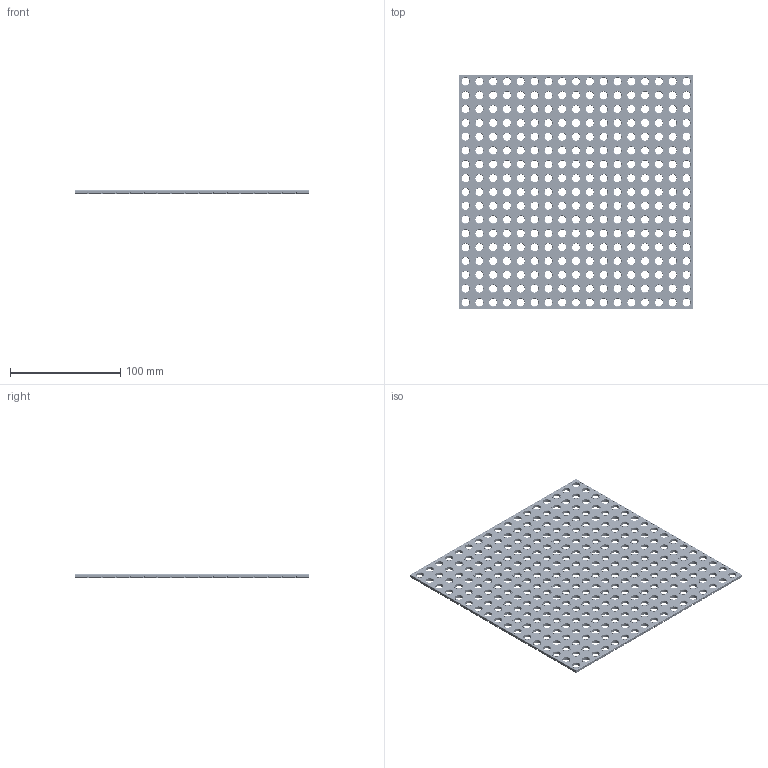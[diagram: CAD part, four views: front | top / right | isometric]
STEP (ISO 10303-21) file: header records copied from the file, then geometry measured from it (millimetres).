
FILE_DESCRIPTION(('FreeCAD Model'),'2;1');
FILE_NAME('Open CASCADE Shape Model','2024-02-25T16:53:30',(''),(''), 'Open CASCADE STEP processor 7.6','FreeCAD','Unknown');
FILE_SCHEMA(('AUTOMOTIVE_DESIGN { 1 0 10303 214 1 1 1 1 }'));
Products named in the file (1): Plate SQR CRNS BU17x00.25 - SPN-PLT-0076 (stemfie.org)
Bounding box: 212.5 x 212.5 x 3.12 mm (x, y, z)
Volume: 98648.4 mm3; surface area: 91956.3 mm2
Topology: 1 solids, 1 shells, 2997 faces, 7433 edges, 4760 vertices
Faces by surface type: plane 1247, cylinder 1026, cone 578, extrusion 146
Full cylindrical faces by diameter (mm): 7 x289, 9.2 x289
Entity records: 189065 total; most frequent: CARTESIAN_POINT 36768, DIRECTION 28937, VECTOR 16499, LINE 16353, ORIENTED_EDGE 14866, PCURVE 14866, DEFINITIONAL_REPRESENTATION 14866, EDGE_CURVE 7433
